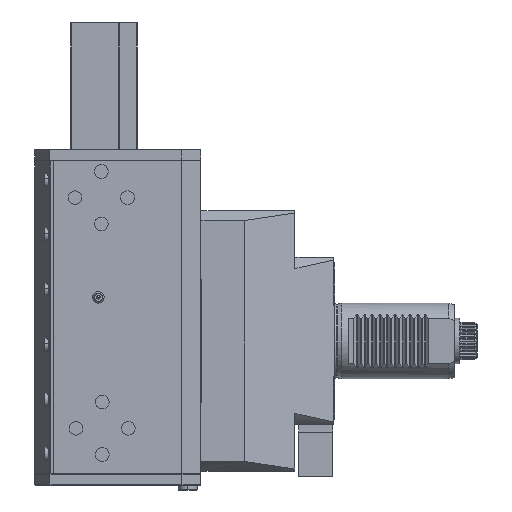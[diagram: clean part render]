
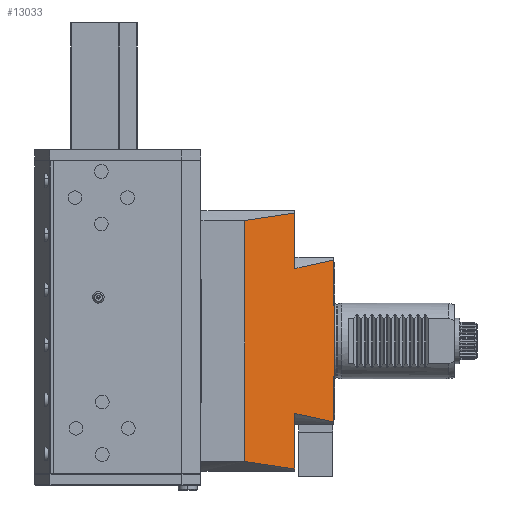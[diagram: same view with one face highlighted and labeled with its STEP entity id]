
A CAD part, left-side view. The second image highlights one B-rep face of the part: STEP entity #13033.
In plain terms, the highlighted planar face has unit normal (-0.976, -0.216, 0).
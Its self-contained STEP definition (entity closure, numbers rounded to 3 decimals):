
#321 = VERTEX_POINT ( 'NONE', #38256 ) ;
#364 = ORIENTED_EDGE ( 'NONE', *, *, #36807, .T. ) ;
#1128 = LINE ( 'NONE', #28677, #20771 ) ;
#1278 = CARTESIAN_POINT ( 'NONE',  ( -37., 0., -18.795 ) ) ;
#1434 = CARTESIAN_POINT ( 'NONE',  ( -41.656, 21., -67.419 ) ) ;
#2067 = CARTESIAN_POINT ( 'NONE',  ( -41.656, 21., 67.419 ) ) ;
#2521 = CARTESIAN_POINT ( 'NONE',  ( -47.5, 47.362, -63.437 ) ) ;
#2642 = AXIS2_PLACEMENT_3D ( 'NONE', #7291, #19842, #14295 ) ;
#4725 = EDGE_CURVE ( 'NONE', #9751, #26993, #19375, .T. ) ;
#4815 = PLANE ( 'NONE',  #2642 ) ;
#4978 = VECTOR ( 'NONE', #22147, 1000. ) ;
#5669 =( BOUNDED_CURVE ( )  B_SPLINE_CURVE ( 3, ( #24936, #9281, #21835, #2521 ),
 .UNSPECIFIED., .F., .T. ) 
 B_SPLINE_CURVE_WITH_KNOTS ( ( 4, 4 ),
 ( 2.124, 2.214 ),
 .UNSPECIFIED. ) 
 CURVE ( )  GEOMETRIC_REPRESENTATION_ITEM ( )  RATIONAL_B_SPLINE_CURVE ( ( 1., 0.999, 0.999, 1. ) ) 
 REPRESENTATION_ITEM ( '' )  );
#6102 = CARTESIAN_POINT ( 'NONE',  ( -37.111, 0.5, -42.603 ) ) ;
#6473 = VERTEX_POINT ( 'NONE', #37839 ) ;
#7291 = CARTESIAN_POINT ( 'NONE',  ( -37., 0., 68.5 ) ) ;
#7612 = VERTEX_POINT ( 'NONE', #15850 ) ;
#7751 = ORIENTED_EDGE ( 'NONE', *, *, #8501, .T. ) ;
#8501 = EDGE_CURVE ( 'NONE', #31015, #26993, #32095, .T. ) ;
#9097 = LINE ( 'NONE', #12415, #17347 ) ;
#9281 = CARTESIAN_POINT ( 'NONE',  ( -43.662, 30.052, -66.18 ) ) ;
#9388 = ORIENTED_EDGE ( 'NONE', *, *, #4725, .F. ) ;
#9632 =( BOUNDED_CURVE ( )  B_SPLINE_CURVE ( 3, ( #38640, #25969, #10729, #38442 ),
 .UNSPECIFIED., .F., .T. ) 
 B_SPLINE_CURVE_WITH_KNOTS ( ( 4, 4 ),
 ( 0.742, 0.854 ),
 .UNSPECIFIED. ) 
 CURVE ( )  GEOMETRIC_REPRESENTATION_ITEM ( )  RATIONAL_B_SPLINE_CURVE ( ( 1., 0.999, 0.999, 1. ) ) 
 REPRESENTATION_ITEM ( '' )  );
#9650 = VERTEX_POINT ( 'NONE', #20951 ) ;
#9703 = CARTESIAN_POINT ( 'NONE',  ( -37.111, 0.5, -18.575 ) ) ;
#9751 = VERTEX_POINT ( 'NONE', #6102 ) ;
#10487 = VERTEX_POINT ( 'NONE', #35169 ) ;
#10647 = EDGE_CURVE ( 'NONE', #22673, #30979, #36369, .T. ) ;
#10729 = CARTESIAN_POINT ( 'NONE',  ( -38.708, 7.704, 41.212 ) ) ;
#11371 = ORIENTED_EDGE ( 'NONE', *, *, #20758, .F. ) ;
#12415 = CARTESIAN_POINT ( 'NONE',  ( -41.656, 21., 0. ) ) ;
#12933 = ORIENTED_EDGE ( 'NONE', *, *, #19786, .T. ) ;
#13033 = ADVANCED_FACE ( 'Defeature completata2_734', ( #13487 ), #4815, .F. ) ;
#13255 = DIRECTION ( 'NONE',  ( 0., 0., -1. ) ) ;
#13297 = CARTESIAN_POINT ( 'NONE',  ( -37., 0., 18.795 ) ) ;
#13417 = CARTESIAN_POINT ( 'NONE',  ( -37.074, 0.334, -18.649 ) ) ;
#13437 = EDGE_CURVE ( 'NONE', #321, #10487, #9632, .T. ) ;
#13487 = FACE_OUTER_BOUND ( 'NONE', #33226, .T. ) ;
#14295 = DIRECTION ( 'NONE',  ( 0.216, -0.976, 0. ) ) ;
#14659 = DIRECTION ( 'NONE',  ( 0., 0., -1. ) ) ;
#14948 = EDGE_CURVE ( 'NONE', #31015, #39393, #5669, .T. ) ;
#14953 = ORIENTED_EDGE ( 'NONE', *, *, #10647, .F. ) ;
#14996 = ORIENTED_EDGE ( 'NONE', *, *, #25765, .F. ) ;
#15025 = EDGE_CURVE ( 'NONE', #30979, #6473, #28237, .T. ) ;
#15320 = CARTESIAN_POINT ( 'NONE',  ( -37.037, 0.168, 18.722 ) ) ;
#15550 = CARTESIAN_POINT ( 'NONE',  ( -37.111, 0.5, 18.575 ) ) ;
#15850 = CARTESIAN_POINT ( 'NONE',  ( -41.656, 21., 67.419 ) ) ;
#17347 = VECTOR ( 'NONE', #30889, 1000. ) ;
#17456 = VECTOR ( 'NONE', #38655, 1000. ) ;
#17644 = DIRECTION ( 'NONE',  ( 0., 0., -1. ) ) ;
#18612 = CARTESIAN_POINT ( 'NONE',  ( -37.111, 0.5, 18.575 ) ) ;
#19375 =( BOUNDED_CURVE ( )  B_SPLINE_CURVE ( 3, ( #31628, #25509, #38170, #38592 ),
 .UNSPECIFIED., .F., .T. ) 
 B_SPLINE_CURVE_WITH_KNOTS ( ( 4, 4 ),
 ( 5.429, 5.541 ),
 .UNSPECIFIED. ) 
 CURVE ( )  GEOMETRIC_REPRESENTATION_ITEM ( )  RATIONAL_B_SPLINE_CURVE ( ( 1., 0.999, 0.999, 1. ) ) 
 REPRESENTATION_ITEM ( '' )  );
#19774 = CARTESIAN_POINT ( 'NONE',  ( -37.037, 0.168, -18.722 ) ) ;
#19786 = EDGE_CURVE ( 'NONE', #321, #7612, #9097, .T. ) ;
#19842 = DIRECTION ( 'NONE',  ( 0.976, 0.216, 0. ) ) ;
#20758 = EDGE_CURVE ( 'NONE', #6473, #9751, #24627, .T. ) ;
#20771 = VECTOR ( 'NONE', #13255, 1000. ) ;
#20789 = CARTESIAN_POINT ( 'NONE',  ( -47.5, 47.362, 63.437 ) ) ;
#20951 = CARTESIAN_POINT ( 'NONE',  ( -47.5, 47.362, 63.437 ) ) ;
#21784 = ORIENTED_EDGE ( 'NONE', *, *, #15025, .F. ) ;
#21835 = CARTESIAN_POINT ( 'NONE',  ( -45.612, 38.845, -64.851 ) ) ;
#22147 = DIRECTION ( 'NONE',  ( 0., 0., -1. ) ) ;
#22673 = VERTEX_POINT ( 'NONE', #13297 ) ;
#22926 = ORIENTED_EDGE ( 'NONE', *, *, #38558, .F. ) ;
#24185 = CARTESIAN_POINT ( 'NONE',  ( -37.111, 0.5, -41.5 ) ) ;
#24627 = LINE ( 'NONE', #25649, #4978 ) ;
#24724 = VECTOR ( 'NONE', #14659, 1000. ) ;
#24936 = CARTESIAN_POINT ( 'NONE',  ( -41.656, 21., -67.419 ) ) ;
#25509 = CARTESIAN_POINT ( 'NONE',  ( -38.708, 7.704, -41.212 ) ) ;
#25649 = CARTESIAN_POINT ( 'NONE',  ( -37.111, 0.5, -41.5 ) ) ;
#25765 = EDGE_CURVE ( 'NONE', #26777, #22673, #38528, .T. ) ;
#25969 = CARTESIAN_POINT ( 'NONE',  ( -40.225, 14.545, 39.733 ) ) ;
#26534 = CARTESIAN_POINT ( 'NONE',  ( -37., 0., -18.795 ) ) ;
#26777 = VERTEX_POINT ( 'NONE', #15550 ) ;
#26993 = VERTEX_POINT ( 'NONE', #33241 ) ;
#28237 =( BOUNDED_CURVE ( )  B_SPLINE_CURVE ( 3, ( #1278, #19774, #13417, #9703 ),
 .UNSPECIFIED., .F., .F. ) 
 B_SPLINE_CURVE_WITH_KNOTS ( ( 4, 4 ),
 ( 5.813, 5.819 ),
 .UNSPECIFIED. ) 
 CURVE ( )  GEOMETRIC_REPRESENTATION_ITEM ( )  RATIONAL_B_SPLINE_CURVE ( ( 1., 1., 1., 1. ) ) 
 REPRESENTATION_ITEM ( '' )  );
#28376 = ORIENTED_EDGE ( 'NONE', *, *, #14948, .F. ) ;
#28456 = CARTESIAN_POINT ( 'NONE',  ( -37., 0., 18.795 ) ) ;
#28677 = CARTESIAN_POINT ( 'NONE',  ( -47.5, 47.362, 0. ) ) ;
#28909 = EDGE_CURVE ( 'NONE', #9650, #7612, #36103, .T. ) ;
#29266 = CARTESIAN_POINT ( 'NONE',  ( -41.656, 21., 0. ) ) ;
#29735 = CARTESIAN_POINT ( 'NONE',  ( -47.5, 47.362, -63.437 ) ) ;
#30227 = CARTESIAN_POINT ( 'NONE',  ( -43.662, 30.052, 66.18 ) ) ;
#30889 = DIRECTION ( 'NONE',  ( 0., 0., 1. ) ) ;
#30979 = VERTEX_POINT ( 'NONE', #26534 ) ;
#31015 = VERTEX_POINT ( 'NONE', #1434 ) ;
#31628 = CARTESIAN_POINT ( 'NONE',  ( -37.111, 0.5, -42.603 ) ) ;
#32095 = LINE ( 'NONE', #29266, #17456 ) ;
#33226 = EDGE_LOOP ( 'NONE', ( #22926, #37728, #12933, #37723, #364, #28376, #7751, #9388, #11371, #21784, #14953, #14996 ) ) ;
#33241 = CARTESIAN_POINT ( 'NONE',  ( -41.656, 21., -38.171 ) ) ;
#33265 = CARTESIAN_POINT ( 'NONE',  ( -45.612, 38.845, 64.851 ) ) ;
#35169 = CARTESIAN_POINT ( 'NONE',  ( -37.111, 0.5, 42.603 ) ) ;
#36103 =( BOUNDED_CURVE ( )  B_SPLINE_CURVE ( 3, ( #20789, #33265, #30227, #2067 ),
 .UNSPECIFIED., .F., .T. ) 
 B_SPLINE_CURVE_WITH_KNOTS ( ( 4, 4 ),
 ( 4.07, 4.159 ),
 .UNSPECIFIED. ) 
 CURVE ( )  GEOMETRIC_REPRESENTATION_ITEM ( )  RATIONAL_B_SPLINE_CURVE ( ( 1., 0.999, 0.999, 1. ) ) 
 REPRESENTATION_ITEM ( '' )  );
#36149 = CARTESIAN_POINT ( 'NONE',  ( -37., 0., 68.5 ) ) ;
#36369 = LINE ( 'NONE', #36149, #24724 ) ;
#36807 = EDGE_CURVE ( 'NONE', #9650, #39393, #1128, .T. ) ;
#37438 = CARTESIAN_POINT ( 'NONE',  ( -37.074, 0.334, 18.649 ) ) ;
#37723 = ORIENTED_EDGE ( 'NONE', *, *, #28909, .F. ) ;
#37728 = ORIENTED_EDGE ( 'NONE', *, *, #13437, .F. ) ;
#37839 = CARTESIAN_POINT ( 'NONE',  ( -37.111, 0.5, -18.575 ) ) ;
#38170 = CARTESIAN_POINT ( 'NONE',  ( -40.225, 14.545, -39.733 ) ) ;
#38256 = CARTESIAN_POINT ( 'NONE',  ( -41.656, 21., 38.171 ) ) ;
#38442 = CARTESIAN_POINT ( 'NONE',  ( -37.111, 0.5, 42.603 ) ) ;
#38528 =( BOUNDED_CURVE ( )  B_SPLINE_CURVE ( 3, ( #18612, #37438, #15320, #28456 ),
 .UNSPECIFIED., .F., .F. ) 
 B_SPLINE_CURVE_WITH_KNOTS ( ( 4, 4 ),
 ( 0.464, 0.47 ),
 .UNSPECIFIED. ) 
 CURVE ( )  GEOMETRIC_REPRESENTATION_ITEM ( )  RATIONAL_B_SPLINE_CURVE ( ( 1., 1., 1., 1. ) ) 
 REPRESENTATION_ITEM ( '' )  );
#38558 = EDGE_CURVE ( 'NONE', #10487, #26777, #39716, .T. ) ;
#38592 = CARTESIAN_POINT ( 'NONE',  ( -41.656, 21., -38.171 ) ) ;
#38640 = CARTESIAN_POINT ( 'NONE',  ( -41.656, 21., 38.171 ) ) ;
#38655 = DIRECTION ( 'NONE',  ( 0., 0., 1. ) ) ;
#38939 = VECTOR ( 'NONE', #17644, 1000. ) ;
#39393 = VERTEX_POINT ( 'NONE', #29735 ) ;
#39716 = LINE ( 'NONE', #24185, #38939 ) ;
